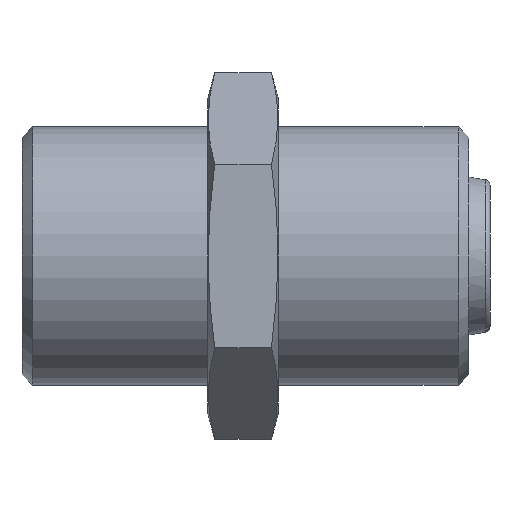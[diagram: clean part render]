
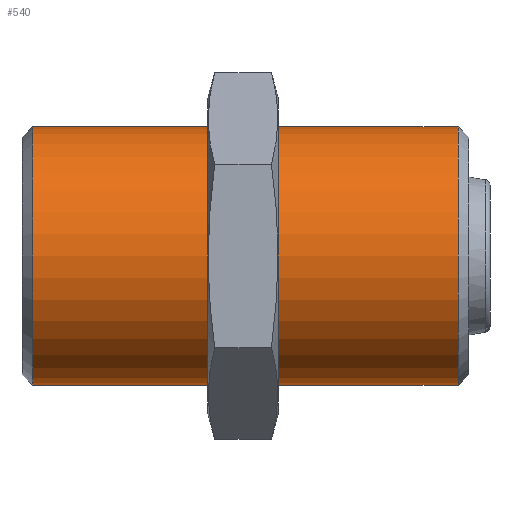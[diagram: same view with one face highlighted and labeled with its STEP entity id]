
A CAD part, left-side view. The second image highlights one B-rep face of the part: STEP entity #540.
In plain terms, the highlighted cylindrical face has radius 11 mm (diameter 22 mm), a full revolution.
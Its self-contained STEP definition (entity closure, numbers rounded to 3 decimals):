
#134=CYLINDRICAL_SURFACE('',#621,11.);
#146=ORIENTED_EDGE('',*,*,#273,.F.);
#147=ORIENTED_EDGE('',*,*,#272,.T.);
#272=EDGE_CURVE('',#337,#337,#387,.T.);
#273=EDGE_CURVE('',#338,#338,#388,.T.);
#337=VERTEX_POINT('',#842);
#338=VERTEX_POINT('',#845);
#387=CIRCLE('',#620,11.);
#388=CIRCLE('',#622,11.);
#410=EDGE_LOOP('',(#146));
#411=EDGE_LOOP('',(#147));
#466=FACE_BOUND('',#410,.T.);
#467=FACE_BOUND('',#411,.T.);
#540=ADVANCED_FACE('',(#466,#467),#134,.T.);
#620=AXIS2_PLACEMENT_3D('',#841,#692,#693);
#621=AXIS2_PLACEMENT_3D('',#843,#694,#695);
#622=AXIS2_PLACEMENT_3D('',#844,#696,#697);
#692=DIRECTION('',(1.,0.,0.));
#693=DIRECTION('',(0.,0.,-1.));
#694=DIRECTION('',(1.,0.,0.));
#695=DIRECTION('',(0.,0.,-1.));
#696=DIRECTION('',(1.,0.,0.));
#697=DIRECTION('',(0.,0.,-1.));
#841=CARTESIAN_POINT('',(0.92,0.,0.));
#842=CARTESIAN_POINT('',(0.92,0.,-11.));
#843=CARTESIAN_POINT('',(38.,0.,0.));
#844=CARTESIAN_POINT('',(37.08,0.,0.));
#845=CARTESIAN_POINT('',(37.08,0.,-11.));
